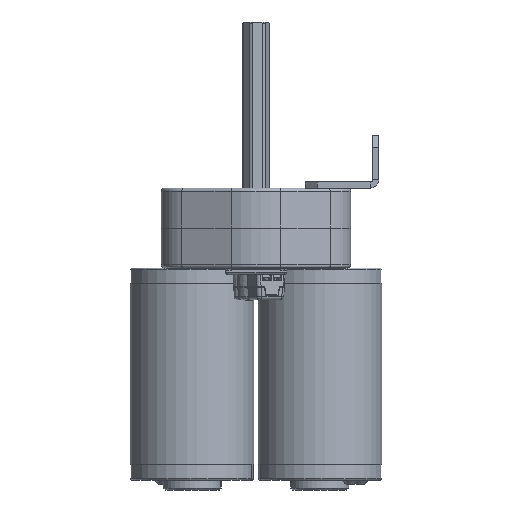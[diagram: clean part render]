
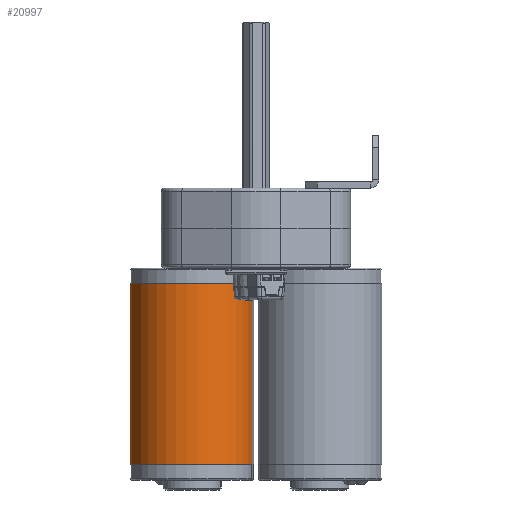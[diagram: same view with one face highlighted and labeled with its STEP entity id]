
A CAD part, front view. The second image highlights one B-rep face of the part: STEP entity #20997.
In plain terms, the highlighted cylindrical face has radius 32.004 mm (diameter 64.008 mm), a partial arc.
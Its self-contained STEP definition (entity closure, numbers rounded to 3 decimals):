
#267 = EDGE_LOOP ( 'NONE', ( #29458, #54459, #50638, #17550 ) ) ;
#989 = EDGE_CURVE ( 'NONE', #75584, #62723, #28659, .T. ) ;
#3850 = CIRCLE ( 'NONE', #90549, 32.004 ) ;
#9371 = CARTESIAN_POINT ( 'NONE',  ( 8.23, 0., 32.004 ) ) ;
#17550 = ORIENTED_EDGE ( 'NONE', *, *, #24513, .F. ) ;
#20702 = CARTESIAN_POINT ( 'NONE',  ( 101.37, 0., 0. ) ) ;
#20997 = ADVANCED_FACE ( 'NONE', ( #81839 ), #63377, .T. ) ;
#24513 = EDGE_CURVE ( 'NONE', #62723, #41384, #37030, .T. ) ;
#28640 = DIRECTION ( 'NONE',  ( 0., 0., -1. ) ) ;
#28659 = LINE ( 'NONE', #59625, #32298 ) ;
#29458 = ORIENTED_EDGE ( 'NONE', *, *, #989, .F. ) ;
#32298 = VECTOR ( 'NONE', #74778, 1000. ) ;
#32308 = VECTOR ( 'NONE', #62452, 1000. ) ;
#34461 = AXIS2_PLACEMENT_3D ( 'NONE', #35729, #44673, #59535 ) ;
#35729 = CARTESIAN_POINT ( 'NONE',  ( 0., 0., 0. ) ) ;
#37030 = CIRCLE ( 'NONE', #57681, 32.004 ) ;
#41384 = VERTEX_POINT ( 'NONE', #47868 ) ;
#42049 = LINE ( 'NONE', #71725, #32308 ) ;
#43057 = DIRECTION ( 'NONE',  ( 1., 0., 0. ) ) ;
#44673 = DIRECTION ( 'NONE',  ( 1., 0., 0. ) ) ;
#47868 = CARTESIAN_POINT ( 'NONE',  ( 101.37, 0., -32.004 ) ) ;
#50638 = ORIENTED_EDGE ( 'NONE', *, *, #53546, .T. ) ;
#53546 = EDGE_CURVE ( 'NONE', #91739, #41384, #42049, .T. ) ;
#54459 = ORIENTED_EDGE ( 'NONE', *, *, #90973, .T. ) ;
#57681 = AXIS2_PLACEMENT_3D ( 'NONE', #20702, #43057, #28640 ) ;
#59535 = DIRECTION ( 'NONE',  ( 0., 0., -1. ) ) ;
#59625 = CARTESIAN_POINT ( 'NONE',  ( 0., 0., 32.004 ) ) ;
#62452 = DIRECTION ( 'NONE',  ( 1., 0., 0. ) ) ;
#62723 = VERTEX_POINT ( 'NONE', #86614 ) ;
#62775 = DIRECTION ( 'NONE',  ( 1., 0., 0. ) ) ;
#63377 = CYLINDRICAL_SURFACE ( 'NONE', #34461, 32.004 ) ;
#63483 = CARTESIAN_POINT ( 'NONE',  ( 8.23, 0., 0. ) ) ;
#69771 = CARTESIAN_POINT ( 'NONE',  ( 8.23, 0., -32.004 ) ) ;
#70726 = DIRECTION ( 'NONE',  ( 0., 0., -1. ) ) ;
#71725 = CARTESIAN_POINT ( 'NONE',  ( 0., 0., -32.004 ) ) ;
#74778 = DIRECTION ( 'NONE',  ( 1., 0., 0. ) ) ;
#75584 = VERTEX_POINT ( 'NONE', #9371 ) ;
#81839 = FACE_OUTER_BOUND ( 'NONE', #267, .T. ) ;
#86614 = CARTESIAN_POINT ( 'NONE',  ( 101.37, 0., 32.004 ) ) ;
#90549 = AXIS2_PLACEMENT_3D ( 'NONE', #63483, #62775, #70726 ) ;
#90973 = EDGE_CURVE ( 'NONE', #75584, #91739, #3850, .T. ) ;
#91739 = VERTEX_POINT ( 'NONE', #69771 ) ;
